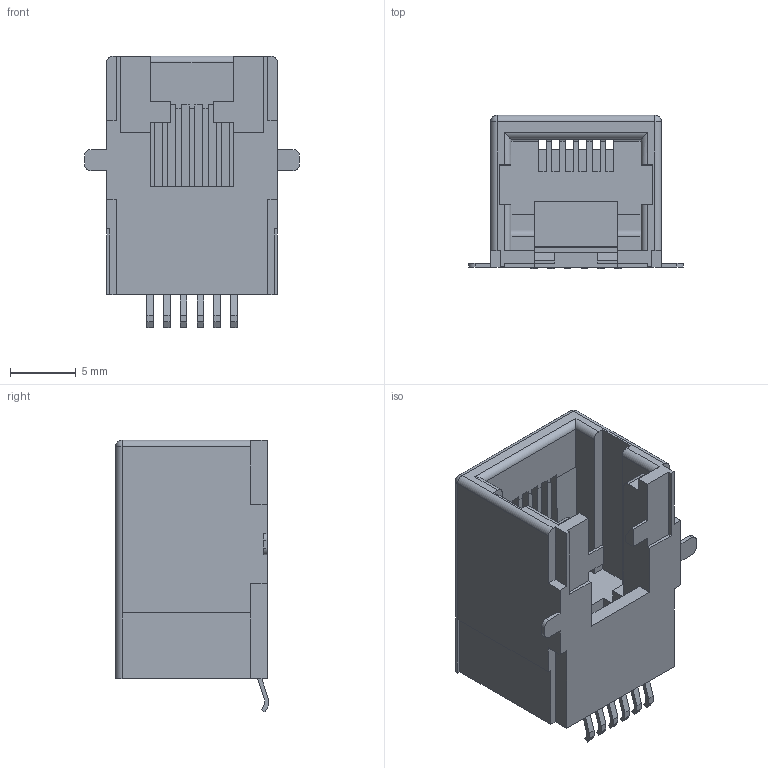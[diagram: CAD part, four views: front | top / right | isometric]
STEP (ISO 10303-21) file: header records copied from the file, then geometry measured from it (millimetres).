
FILE_DESCRIPTION(/* description */ (''),/* implementation_level */ '2;1');
FILE_NAME(/* name */ 'TM-56T601',/* time_stamp */ '2016-08-19T14:40:55+08:00',/* author */ (''),/* organization */ (''),/* preprocessor_version */ 'ST-DEVELOPER v9',/* originating_system */ 'UGS - NX 4.0',/* authorisation */ '');
FILE_SCHEMA (('CONFIG_CONTROL_DESIGN'));
Length unit declared in the file: millimetre
Products named in the file (1): Admi7E2D4zgw
Bounding box: 16.3 x 11.6 x 20.6 mm (x, y, z)
Volume: 1270.4 mm3; surface area: 2221.1 mm2
Topology: 2 solids, 2 shells, 324 faces, 953 edges, 626 vertices
Faces by surface type: plane 294, cylinder 28, sphere 2
Entity records: 10691 total; most frequent: CARTESIAN_POINT 1930, ORIENTED_EDGE 1902, DIRECTION 1651, EDGE_CURVE 951, LINE 897, VECTOR 897, VERTEX_POINT 626, AXIS2_PLACEMENT_3D 377
